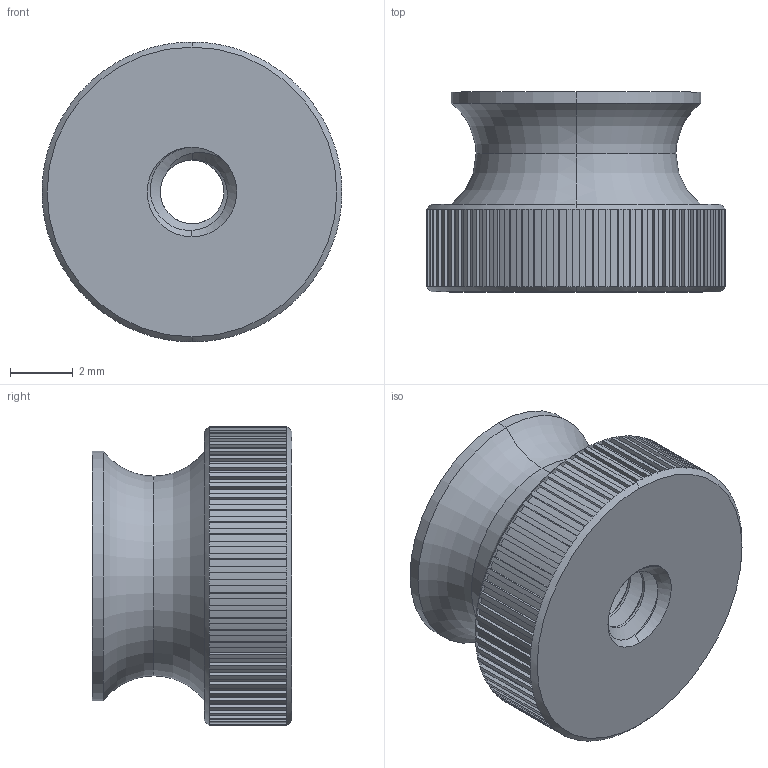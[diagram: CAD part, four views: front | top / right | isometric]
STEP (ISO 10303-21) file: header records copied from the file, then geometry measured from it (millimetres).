
FILE_DESCRIPTION (( 'STEP AP203' ), '1' );
FILE_NAME ('92741A100.step', '2015-04-16T19:31:00', ( '' ), ( '' ), 'SwSTEP 2.0', 'SolidWorks 2010', '' );
FILE_SCHEMA (( 'CONFIG_CONTROL_DESIGN' ));
Length unit declared in the file: inch
Products named in the file (1): 92741A100
Bounding box: 9.52 x 6.35 x 9.53 mm (x, y, z)
Volume: 297 mm3; surface area: 430.9 mm2
Topology: 1 solids, 1 shells, 493 faces, 1172 edges, 682 vertices
Faces by surface type: plane 291, cylinder 186, cone 10, torus 4, bspline 2
Entity records: 15385 total; most frequent: CARTESIAN_POINT 3923, DIRECTION 2532, ORIENTED_EDGE 2344, EDGE_CURVE 1172, AXIS2_PLACEMENT_3D 954, VERTEX_POINT 682, VECTOR 624, LINE 624
